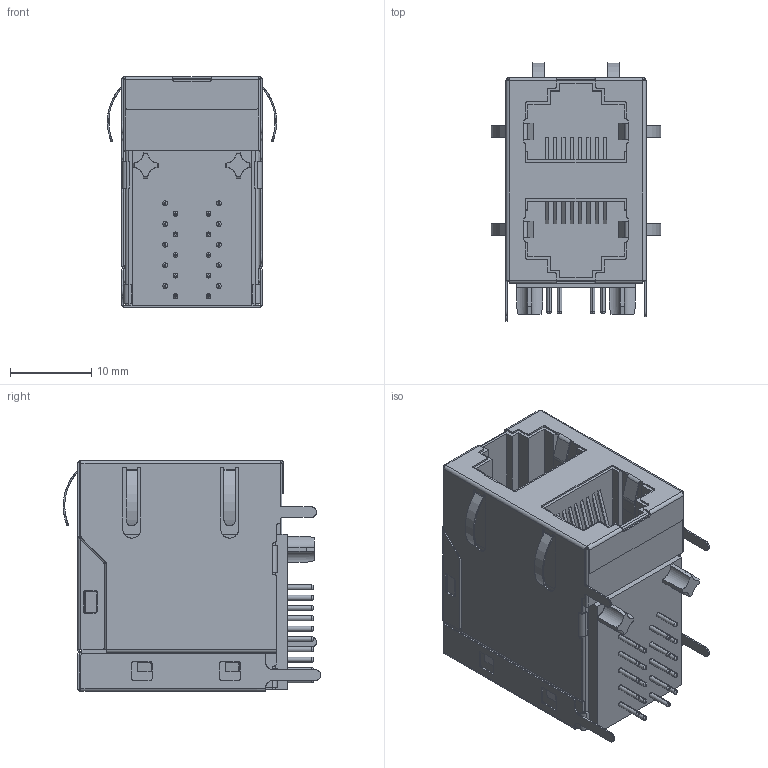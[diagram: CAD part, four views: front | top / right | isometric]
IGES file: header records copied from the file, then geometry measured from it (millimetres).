
Start section: SolidWorks IGES file using analytic representation for surfaces
Global section: file name: Default.IGS; native system: SolidWorks 2020; preprocessor: SolidWorks 2020; author: Garrett; date: 200820.105209; units: millimetre
Bounding box: 20.87 x 31.73 x 28.43 mm (x, y, z)
Surface area: 10202.9 mm2 (no closed solid volume)
Topology: 0 solids, 0 shells, 885 faces, 7392 edges, 7388 vertices
Faces by surface type: bspline 528, revolution 357
